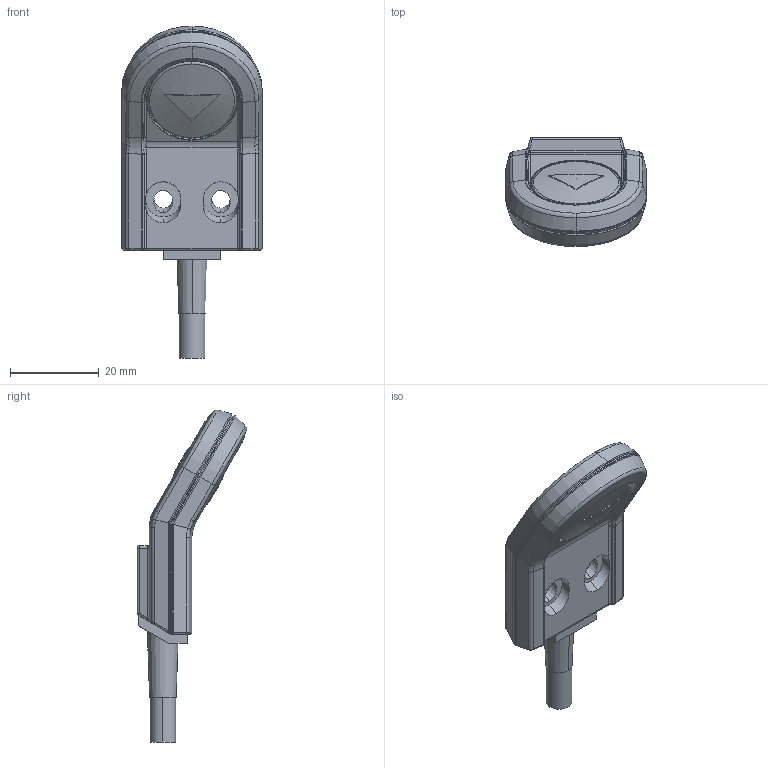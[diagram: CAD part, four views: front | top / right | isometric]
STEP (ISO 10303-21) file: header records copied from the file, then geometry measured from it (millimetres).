
FILE_DESCRIPTION (( 'STEP AP203' ), '1' );
FILE_NAME ('Motion Assist.STEP', '2013-06-18T06:21:56', ( 'admin' ), ( 'Hewlett-Packard Company' ), 'SwSTEP 2.0', 'SolidWorks 2012', '' );
FILE_SCHEMA (( 'CONFIG_CONTROL_DESIGN' ));
Length unit declared in the file: millimetre
Products named in the file (1): Motion Assist
Bounding box: 31.74 x 24.67 x 74.97 mm (x, y, z)
Volume: 14544.2 mm3; surface area: 5581.5 mm2
Topology: 1 solids, 1 shells, 324 faces, 802 edges, 471 vertices
Faces by surface type: plane 92, cylinder 87, bspline 72, torus 38, cone 23, sphere 12
Entity records: 12114 total; most frequent: CARTESIAN_POINT 5238, ORIENTED_EDGE 1568, DIRECTION 1285, EDGE_CURVE 784, AXIS2_PLACEMENT_3D 502, VERTEX_POINT 467, EDGE_LOOP 333, ADVANCED_FACE 324
